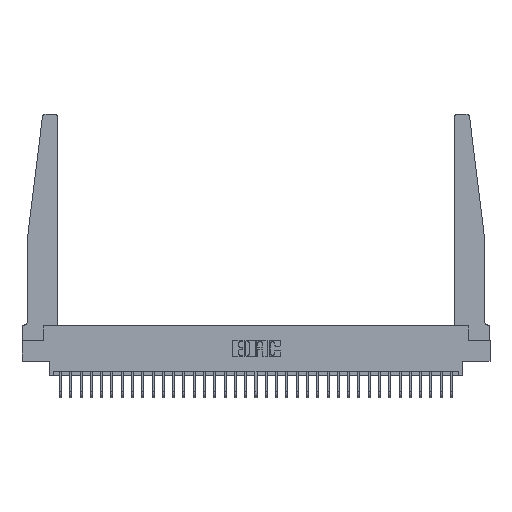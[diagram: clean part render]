
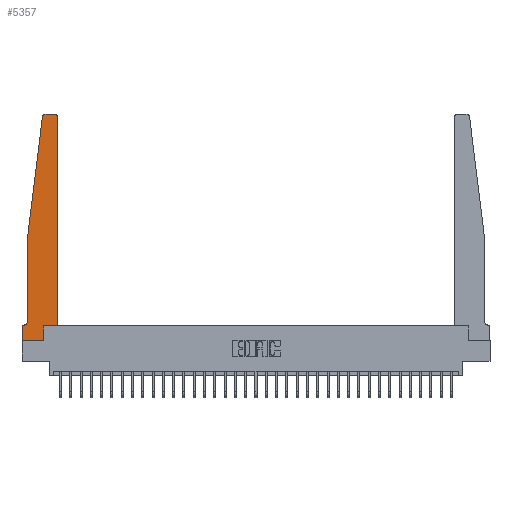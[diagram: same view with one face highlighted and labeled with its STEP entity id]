
A CAD part, top view. The second image highlights one B-rep face of the part: STEP entity #5357.
In plain terms, the highlighted planar face has unit normal (0, 0, 1).
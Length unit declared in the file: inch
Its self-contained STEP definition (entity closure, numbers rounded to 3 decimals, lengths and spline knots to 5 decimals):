
#101 = VERTEX_POINT ( 'NONE', #12627 ) ;
#325 = DIRECTION ( 'NONE',  ( 0., 0., -1. ) ) ;
#1068 = LINE ( 'NONE', #11296, #24786 ) ;
#1606 = VERTEX_POINT ( 'NONE', #31797 ) ;
#1977 = ORIENTED_EDGE ( 'NONE', *, *, #7233, .T. ) ;
#2265 = LINE ( 'NONE', #12489, #30862 ) ;
#2716 = AXIS2_PLACEMENT_3D ( 'NONE', #17891, #325, #8046 ) ;
#2728 = VECTOR ( 'NONE', #17188, 39.37008 ) ;
#3554 = AXIS2_PLACEMENT_3D ( 'NONE', #12155, #17158, #32834 ) ;
#4055 = VERTEX_POINT ( 'NONE', #25702 ) ;
#5010 = VERTEX_POINT ( 'NONE', #6526 ) ;
#5162 = PLANE ( 'NONE',  #24240 ) ;
#5357 = ADVANCED_FACE ( 'NONE', ( #30539 ), #5162, .T. ) ;
#5501 = EDGE_CURVE ( 'NONE', #5010, #20834, #8392, .T. ) ;
#5814 = EDGE_CURVE ( 'NONE', #28210, #4055, #1068, .T. ) ;
#6526 = CARTESIAN_POINT ( 'NONE',  ( 0.27653, 2.75, 0.37 ) ) ;
#7233 = EDGE_CURVE ( 'NONE', #21700, #101, #31869, .T. ) ;
#7461 = ORIENTED_EDGE ( 'NONE', *, *, #25230, .T. ) ;
#7729 = CARTESIAN_POINT ( 'NONE',  ( 0., 0., 0.37 ) ) ;
#8046 = DIRECTION ( 'NONE',  ( -1., 0., 0. ) ) ;
#8354 = CARTESIAN_POINT ( 'NONE',  ( 0.065, 1.25, 0.37 ) ) ;
#8392 = CIRCLE ( 'NONE', #3554, 0.03 ) ;
#8503 = VECTOR ( 'NONE', #31665, 39.37008 ) ;
#8923 = CARTESIAN_POINT ( 'NONE',  ( 0., 0., 0.37 ) ) ;
#9057 = ORIENTED_EDGE ( 'NONE', *, *, #5814, .T. ) ;
#10300 = LINE ( 'NONE', #17816, #31365 ) ;
#10533 = VERTEX_POINT ( 'NONE', #13966 ) ;
#10970 = DIRECTION ( 'NONE',  ( 1., 0., 0. ) ) ;
#11057 = CARTESIAN_POINT ( 'NONE',  ( 0., 0., 0.37 ) ) ;
#11296 = CARTESIAN_POINT ( 'NONE',  ( 0.425, 0.18, 0.37 ) ) ;
#11436 = ORIENTED_EDGE ( 'NONE', *, *, #27367, .T. ) ;
#11646 = CARTESIAN_POINT ( 'NONE',  ( 0.015, 0.1875, 0.37 ) ) ;
#12155 = CARTESIAN_POINT ( 'NONE',  ( 0.27653, 2.72, 0.37 ) ) ;
#12489 = CARTESIAN_POINT ( 'NONE',  ( 0.2605, 0.18, 0.37 ) ) ;
#12627 = CARTESIAN_POINT ( 'NONE',  ( 0.065, 0.2375, 0.37 ) ) ;
#13241 = VECTOR ( 'NONE', #28535, 39.37008 ) ;
#13858 = EDGE_CURVE ( 'NONE', #30944, #10533, #24986, .T. ) ;
#13966 = CARTESIAN_POINT ( 'NONE',  ( 0.395, 2.75, 0.37 ) ) ;
#14196 = DIRECTION ( 'NONE',  ( 0., 0., 1. ) ) ;
#14907 = DIRECTION ( 'NONE',  ( 0., -1., 0. ) ) ;
#14996 = CIRCLE ( 'NONE', #2716, 0.05 ) ;
#15205 = EDGE_CURVE ( 'NONE', #10533, #5010, #19470, .T. ) ;
#15351 = CARTESIAN_POINT ( 'NONE',  ( 0., 0.1875, 0.37 ) ) ;
#15590 = EDGE_LOOP ( 'NONE', ( #28785, #29033, #11436, #1977, #7461, #23356, #24891, #21237, #17806, #9057, #32260, #16754 ) ) ;
#15848 = VERTEX_POINT ( 'NONE', #17751 ) ;
#16025 = CARTESIAN_POINT ( 'NONE',  ( 0.065, 0.1875, 0.37 ) ) ;
#16348 = LINE ( 'NONE', #16025, #13241 ) ;
#16754 = ORIENTED_EDGE ( 'NONE', *, *, #13858, .T. ) ;
#17158 = DIRECTION ( 'NONE',  ( 0., 0., 1. ) ) ;
#17188 = DIRECTION ( 'NONE',  ( 0., 1., 0. ) ) ;
#17751 = CARTESIAN_POINT ( 'NONE',  ( 0., 0.1875, 0.37 ) ) ;
#17806 = ORIENTED_EDGE ( 'NONE', *, *, #28124, .T. ) ;
#17816 = CARTESIAN_POINT ( 'NONE',  ( 0.065, 1.25, 0.37 ) ) ;
#17891 = CARTESIAN_POINT ( 'NONE',  ( 0.015, 0.2375, 0.37 ) ) ;
#17915 = EDGE_CURVE ( 'NONE', #4055, #30944, #19524, .T. ) ;
#18345 = VERTEX_POINT ( 'NONE', #11646 ) ;
#18573 = LINE ( 'NONE', #11057, #27254 ) ;
#18694 = VECTOR ( 'NONE', #14907, 39.37008 ) ;
#19357 = DIRECTION ( 'NONE',  ( 0., -1., 0. ) ) ;
#19470 = LINE ( 'NONE', #21469, #8503 ) ;
#19524 = LINE ( 'NONE', #29703, #2728 ) ;
#19859 = DIRECTION ( 'NONE',  ( 1., 0., 0. ) ) ;
#20518 = DIRECTION ( 'NONE',  ( 1., 0., 0. ) ) ;
#20834 = VERTEX_POINT ( 'NONE', #23818 ) ;
#20908 = DIRECTION ( 'NONE',  ( 1., 0., 0. ) ) ;
#21237 = ORIENTED_EDGE ( 'NONE', *, *, #31557, .T. ) ;
#21469 = CARTESIAN_POINT ( 'NONE',  ( 0.25, 2.75, 0.37 ) ) ;
#21514 = CARTESIAN_POINT ( 'NONE',  ( 0.065, 1.25, 0.37 ) ) ;
#21700 = VERTEX_POINT ( 'NONE', #8354 ) ;
#22740 = LINE ( 'NONE', #7729, #18694 ) ;
#23356 = ORIENTED_EDGE ( 'NONE', *, *, #27136, .T. ) ;
#23645 = CARTESIAN_POINT ( 'NONE',  ( 0.2605, 0.18, 0.37 ) ) ;
#23818 = CARTESIAN_POINT ( 'NONE',  ( 0.24675, 2.72367, 0.37 ) ) ;
#24240 = AXIS2_PLACEMENT_3D ( 'NONE', #15351, #25529, #20518 ) ;
#24786 = VECTOR ( 'NONE', #10970, 39.37008 ) ;
#24891 = ORIENTED_EDGE ( 'NONE', *, *, #30124, .T. ) ;
#24986 = CIRCLE ( 'NONE', #28714, 0.03 ) ;
#25004 = CARTESIAN_POINT ( 'NONE',  ( 0.425, 2.72, 0.37 ) ) ;
#25230 = EDGE_CURVE ( 'NONE', #101, #18345, #14996, .T. ) ;
#25529 = DIRECTION ( 'NONE',  ( 0., 0., 1. ) ) ;
#25702 = CARTESIAN_POINT ( 'NONE',  ( 0.425, 0.18, 0.37 ) ) ;
#26861 = VECTOR ( 'NONE', #19357, 39.37008 ) ;
#27136 = EDGE_CURVE ( 'NONE', #18345, #15848, #16348, .T. ) ;
#27254 = VECTOR ( 'NONE', #20908, 39.37008 ) ;
#27367 = EDGE_CURVE ( 'NONE', #20834, #21700, #10300, .T. ) ;
#27979 = DIRECTION ( 'NONE',  ( 0., 1., 0. ) ) ;
#28124 = EDGE_CURVE ( 'NONE', #1606, #28210, #2265, .T. ) ;
#28210 = VERTEX_POINT ( 'NONE', #23645 ) ;
#28535 = DIRECTION ( 'NONE',  ( -1., 0., 0. ) ) ;
#28714 = AXIS2_PLACEMENT_3D ( 'NONE', #32534, #14196, #19859 ) ;
#28785 = ORIENTED_EDGE ( 'NONE', *, *, #15205, .T. ) ;
#29033 = ORIENTED_EDGE ( 'NONE', *, *, #5501, .T. ) ;
#29703 = CARTESIAN_POINT ( 'NONE',  ( 0.425, 0.18, 0.37 ) ) ;
#30124 = EDGE_CURVE ( 'NONE', #15848, #32716, #22740, .T. ) ;
#30166 = DIRECTION ( 'NONE',  ( -0.122, -0.992, 0. ) ) ;
#30539 = FACE_OUTER_BOUND ( 'NONE', #15590, .T. ) ;
#30862 = VECTOR ( 'NONE', #27979, 39.37008 ) ;
#30944 = VERTEX_POINT ( 'NONE', #25004 ) ;
#31365 = VECTOR ( 'NONE', #30166, 39.37008 ) ;
#31557 = EDGE_CURVE ( 'NONE', #32716, #1606, #18573, .T. ) ;
#31665 = DIRECTION ( 'NONE',  ( -1., 0., 0. ) ) ;
#31797 = CARTESIAN_POINT ( 'NONE',  ( 0.2605, 0., 0.37 ) ) ;
#31869 = LINE ( 'NONE', #21514, #26861 ) ;
#32260 = ORIENTED_EDGE ( 'NONE', *, *, #17915, .T. ) ;
#32534 = CARTESIAN_POINT ( 'NONE',  ( 0.395, 2.72, 0.37 ) ) ;
#32716 = VERTEX_POINT ( 'NONE', #8923 ) ;
#32834 = DIRECTION ( 'NONE',  ( 1., 0., 0. ) ) ;
